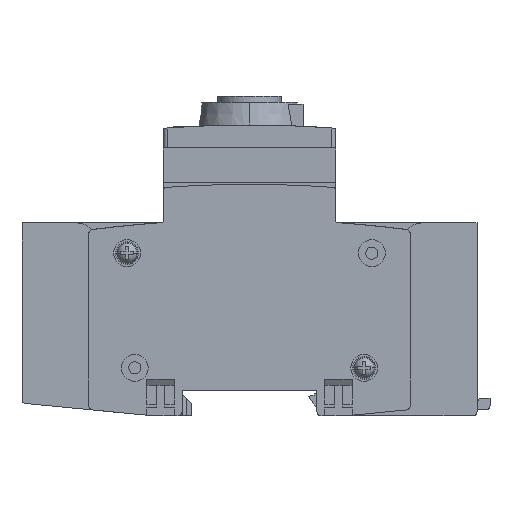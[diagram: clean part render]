
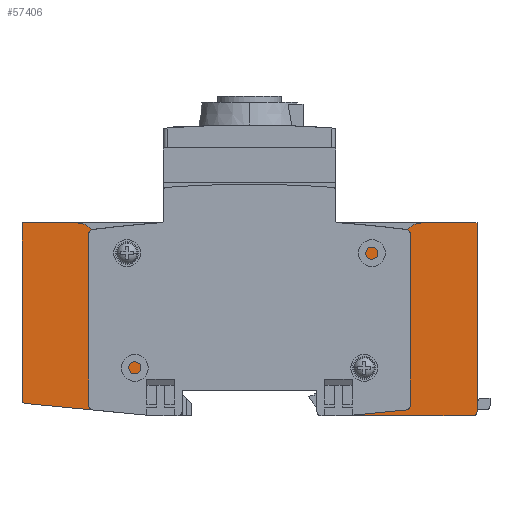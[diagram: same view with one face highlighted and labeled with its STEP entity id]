
A CAD part, left-side view. The second image highlights one B-rep face of the part: STEP entity #57406.
In plain terms, the highlighted planar face has unit normal (-1, 0, 0).
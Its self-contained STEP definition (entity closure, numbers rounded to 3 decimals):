
#57406=ADVANCED_FACE('',(#105504),#105505,.T.);
#59364=VERTEX_POINT('',#107603);
#59368=VERTEX_POINT('',#107607);
#59370=EDGE_CURVE('',#59364,#59368,#107609,.T.);
#60048=VERTEX_POINT('',#108287);
#60052=VERTEX_POINT('',#108291);
#60054=EDGE_CURVE('',#60048,#60052,#108293,.T.);
#60174=VERTEX_POINT('',#108413);
#60176=EDGE_CURVE('',#60048,#60174,#108415,.T.);
#60188=VERTEX_POINT('',#108427);
#60192=EDGE_CURVE('',#60188,#60174,#108431,.T.);
#60346=VERTEX_POINT('',#108585);
#60350=EDGE_CURVE('',#60188,#60346,#108589,.T.);
#60358=VERTEX_POINT('',#108597);
#60360=EDGE_CURVE('',#60358,#60052,#108599,.T.);
#60372=VERTEX_POINT('',#108611);
#60374=EDGE_CURVE('',#60346,#60372,#108613,.T.);
#60376=VERTEX_POINT('',#108615);
#60378=EDGE_CURVE('',#60372,#60376,#108617,.T.);
#60380=VERTEX_POINT('',#108619);
#60382=EDGE_CURVE('',#60376,#60380,#108621,.T.);
#60384=VERTEX_POINT('',#108623);
#60386=EDGE_CURVE('',#60384,#60380,#108625,.T.);
#60388=VERTEX_POINT('',#108627);
#60390=EDGE_CURVE('',#60388,#60384,#108629,.T.);
#60392=VERTEX_POINT('',#108631);
#60394=EDGE_CURVE('',#60392,#60388,#108633,.T.);
#60396=VERTEX_POINT('',#108635);
#60398=EDGE_CURVE('',#60392,#60396,#108637,.T.);
#60400=VERTEX_POINT('',#108639);
#60402=EDGE_CURVE('',#60396,#60400,#108641,.T.);
#60404=VERTEX_POINT('',#108643);
#60406=EDGE_CURVE('',#60400,#60404,#108645,.T.);
#60408=VERTEX_POINT('',#108647);
#60410=EDGE_CURVE('',#60404,#60408,#108649,.T.);
#60412=VERTEX_POINT('',#108651);
#60414=EDGE_CURVE('',#60408,#60412,#108653,.T.);
#60416=VERTEX_POINT('',#108655);
#60418=EDGE_CURVE('',#60412,#60416,#108657,.T.);
#60420=VERTEX_POINT('',#108659);
#60422=EDGE_CURVE('',#60416,#60420,#108661,.T.);
#60424=VERTEX_POINT('',#108663);
#60426=EDGE_CURVE('',#60420,#60424,#108665,.T.);
#60428=VERTEX_POINT('',#108667);
#60430=EDGE_CURVE('',#60424,#60428,#108669,.T.);
#60432=EDGE_CURVE('',#60428,#59368,#108671,.T.);
#60434=VERTEX_POINT('',#108673);
#60436=EDGE_CURVE('',#60434,#59364,#108675,.T.);
#60438=VERTEX_POINT('',#108677);
#60440=EDGE_CURVE('',#60438,#60434,#108679,.T.);
#60442=VERTEX_POINT('',#108681);
#60444=EDGE_CURVE('',#60438,#60442,#108683,.T.);
#60446=VERTEX_POINT('',#108685);
#60448=EDGE_CURVE('',#60442,#60446,#108687,.T.);
#60450=EDGE_CURVE('',#60446,#60358,#108689,.T.);
#105504=FACE_OUTER_BOUND('',#171175,.T.);
#105505=PLANE('',#171176);
#107603=CARTESIAN_POINT('',(6.05,3.4,50.4));
#107607=CARTESIAN_POINT('',(6.05,3.4,1.0));
#107609=LINE('',#174209,#174210);
#108287=CARTESIAN_POINT('',(6.05,41.45,59.729));
#108291=CARTESIAN_POINT('',(6.05,41.45,55.5));
#108293=LINE('',#175244,#175245);
#108413=CARTESIAN_POINT('',(6.05,84.35,59.729));
#108415=CIRCLE('',#175432,299.997);
#108427=CARTESIAN_POINT('',(6.05,84.35,55.5));
#108431=LINE('',#175478,#175479);
#108585=CARTESIAN_POINT('',(6.05,85.4,55.5));
#108589=LINE('',#175751,#175752);
#108597=CARTESIAN_POINT('',(6.05,40.4,55.5));
#108599=LINE('',#175767,#175768);
#108611=CARTESIAN_POINT('',(6.05,85.4,50.966));
#108613=LINE('',#175791,#175792);
#108615=CARTESIAN_POINT('',(6.05,85.864,50.468));
#108617=CIRCLE('',#175797,0.5);
#108619=CARTESIAN_POINT('',(6.05,104.176,48.648));
#108621=CIRCLE('',#175802,325.0);
#108623=CARTESIAN_POINT('',(6.05,107.977,50.4));
#108625=CIRCLE('',#175807,5.0);
#108627=CARTESIAN_POINT('',(6.05,122.4,50.4));
#108629=LINE('',#175812,#175813);
#108631=CARTESIAN_POINT('',(6.05,122.4,4.173));
#108633=LINE('',#175818,#175819);
#108635=CARTESIAN_POINT('',(6.05,121.496,3.177));
#108637=CIRCLE('',#175824,1.0);
#108639=CARTESIAN_POINT('',(6.05,88.5,0.0));
#108641=LINE('',#175829,#175830);
#108643=CARTESIAN_POINT('',(6.05,80.5,0.0));
#108645=LINE('',#175835,#175836);
#108647=CARTESIAN_POINT('',(6.05,80.5,6.501));
#108649=LINE('',#175841,#175842);
#108651=CARTESIAN_POINT('',(6.05,45.22,6.501));
#108653=LINE('',#175847,#175848);
#108655=CARTESIAN_POINT('',(6.05,44.727,6.088));
#108657=CIRCLE('',#175853,0.5);
#108659=CARTESIAN_POINT('',(6.05,43.8,0.826));
#108661=LINE('',#175858,#175859);
#108663=CARTESIAN_POINT('',(6.05,42.815,0.0));
#108665=CIRCLE('',#175864,1.0);
#108667=CARTESIAN_POINT('',(6.05,4.4,0.0));
#108669=LINE('',#175869,#175870);
#108671=CIRCLE('',#175873,1.0);
#108673=CARTESIAN_POINT('',(6.05,17.823,50.4));
#108675=LINE('',#175878,#175879);
#108677=CARTESIAN_POINT('',(6.05,21.624,48.648));
#108679=CIRCLE('',#175884,5.0);
#108681=CARTESIAN_POINT('',(6.05,39.935,50.468));
#108683=CIRCLE('',#175889,325.0);
#108685=CARTESIAN_POINT('',(6.05,40.4,50.966));
#108687=CIRCLE('',#175894,0.5);
#108689=LINE('',#175897,#175898);
#171175=EDGE_LOOP('',(#230878,#230879,#230880,#230881,#230882,#230883,#230884,#230885,#230886,#230887,#230888,#230889,#230890,#230891,#230892,#230893,#230894,#230895,#230896,#230897,#230898,#230899,#230900,#230901,#230902,#230903,#230904));
#171176=AXIS2_PLACEMENT_3D('',#230905,#230906,#230907);
#174209=CARTESIAN_POINT('',(6.05,3.4,50.4));
#174210=VECTOR('',#232927,49.4);
#175244=CARTESIAN_POINT('',(6.05,41.45,59.729));
#175245=VECTOR('',#233247,4.229);
#175432=AXIS2_PLACEMENT_3D('',#233315,#233316,#233317);
#175478=CARTESIAN_POINT('',(6.05,84.35,55.5));
#175479=VECTOR('',#233322,4.229);
#175751=CARTESIAN_POINT('',(6.05,77.9,55.5));
#175752=VECTOR('',#233391,7.5);
#175767=CARTESIAN_POINT('',(6.05,40.4,55.5));
#175768=VECTOR('',#233394,7.5);
#175791=CARTESIAN_POINT('',(6.05,85.4,55.5));
#175792=VECTOR('',#233399,4.534);
#175797=AXIS2_PLACEMENT_3D('',#233400,#233401,#233402);
#175802=AXIS2_PLACEMENT_3D('',#233403,#233404,#233405);
#175807=AXIS2_PLACEMENT_3D('',#233406,#233407,#233408);
#175812=CARTESIAN_POINT('',(6.05,122.4,50.4));
#175813=VECTOR('',#233409,14.423);
#175818=CARTESIAN_POINT('',(6.05,122.4,4.173));
#175819=VECTOR('',#233410,46.227);
#175824=AXIS2_PLACEMENT_3D('',#233411,#233412,#233413);
#175829=CARTESIAN_POINT('',(6.05,121.496,3.177));
#175830=VECTOR('',#233414,33.148);
#175835=CARTESIAN_POINT('',(6.05,88.5,0.0));
#175836=VECTOR('',#233415,8.);
#175841=CARTESIAN_POINT('',(6.05,80.5,0.0));
#175842=VECTOR('',#233416,6.501);
#175847=CARTESIAN_POINT('',(6.05,80.5,6.501));
#175848=VECTOR('',#233417,35.28);
#175853=AXIS2_PLACEMENT_3D('',#233418,#233419,#233420);
#175858=CARTESIAN_POINT('',(6.05,44.727,6.088));
#175859=VECTOR('',#233421,5.343);
#175864=AXIS2_PLACEMENT_3D('',#233422,#233423,#233424);
#175869=CARTESIAN_POINT('',(6.05,42.815,0.0));
#175870=VECTOR('',#233425,38.415);
#175873=AXIS2_PLACEMENT_3D('',#233426,#233427,#233428);
#175878=CARTESIAN_POINT('',(6.05,17.823,50.4));
#175879=VECTOR('',#233429,14.423);
#175884=AXIS2_PLACEMENT_3D('',#233430,#233431,#233432);
#175889=AXIS2_PLACEMENT_3D('',#233433,#233434,#233435);
#175894=AXIS2_PLACEMENT_3D('',#233436,#233437,#233438);
#175897=CARTESIAN_POINT('',(6.05,40.4,50.966));
#175898=VECTOR('',#233439,4.534);
#230878=ORIENTED_EDGE('',*,*,#60192,.F.);
#230879=ORIENTED_EDGE('',*,*,#60350,.T.);
#230880=ORIENTED_EDGE('',*,*,#60374,.T.);
#230881=ORIENTED_EDGE('',*,*,#60378,.T.);
#230882=ORIENTED_EDGE('',*,*,#60382,.T.);
#230883=ORIENTED_EDGE('',*,*,#60386,.F.);
#230884=ORIENTED_EDGE('',*,*,#60390,.F.);
#230885=ORIENTED_EDGE('',*,*,#60394,.F.);
#230886=ORIENTED_EDGE('',*,*,#60398,.T.);
#230887=ORIENTED_EDGE('',*,*,#60402,.T.);
#230888=ORIENTED_EDGE('',*,*,#60406,.T.);
#230889=ORIENTED_EDGE('',*,*,#60410,.T.);
#230890=ORIENTED_EDGE('',*,*,#60414,.T.);
#230891=ORIENTED_EDGE('',*,*,#60418,.T.);
#230892=ORIENTED_EDGE('',*,*,#60422,.T.);
#230893=ORIENTED_EDGE('',*,*,#60426,.T.);
#230894=ORIENTED_EDGE('',*,*,#60430,.T.);
#230895=ORIENTED_EDGE('',*,*,#60432,.T.);
#230896=ORIENTED_EDGE('',*,*,#59370,.F.);
#230897=ORIENTED_EDGE('',*,*,#60436,.F.);
#230898=ORIENTED_EDGE('',*,*,#60440,.F.);
#230899=ORIENTED_EDGE('',*,*,#60444,.T.);
#230900=ORIENTED_EDGE('',*,*,#60448,.T.);
#230901=ORIENTED_EDGE('',*,*,#60450,.T.);
#230902=ORIENTED_EDGE('',*,*,#60360,.T.);
#230903=ORIENTED_EDGE('',*,*,#60054,.F.);
#230904=ORIENTED_EDGE('',*,*,#60176,.T.);
#230905=CARTESIAN_POINT('',(6.05,62.9,0.0));
#230906=DIRECTION('',(-1.0,0.0,0.0));
#230907=DIRECTION('',(0.0,1.0,0.0));
#232927=DIRECTION('',(0.0,0.0,-1.0));
#233247=DIRECTION('',(0.0,0.,-1.0));
#233315=CARTESIAN_POINT('',(6.05,62.9,-239.5));
#233316=DIRECTION('',(-1.0,0.0,0.0));
#233317=DIRECTION('',(0.0,-0.072,0.997));
#233322=DIRECTION('',(0.0,0.0,1.0));
#233391=DIRECTION('',(0.0,1.0,0.0));
#233394=DIRECTION('',(0.0,1.0,0.0));
#233399=DIRECTION('',(0.0,0.0,-1.0));
#233400=CARTESIAN_POINT('',(6.05,85.9,50.966));
#233401=DIRECTION('',(1.0,0.0,0.0));
#233402=DIRECTION('',(0.0,-1.0,0.0));
#233403=CARTESIAN_POINT('',(6.05,62.9,-273.72));
#233404=DIRECTION('',(-1.0,0.0,0.0));
#233405=DIRECTION('',(0.0,0.071,0.998));
#233406=CARTESIAN_POINT('',(6.05,107.977,45.4));
#233407=DIRECTION('',(1.0,0.0,-0.0));
#233408=DIRECTION('',(0.0,0.0,1.0));
#233409=DIRECTION('',(0.0,-1.0,0.0));
#233410=DIRECTION('',(0.0,0.0,1.0));
#233411=CARTESIAN_POINT('',(6.05,121.4,4.173));
#233412=DIRECTION('',(-1.0,0.0,0.0));
#233413=DIRECTION('',(0.0,1.0,0.0));
#233414=DIRECTION('',(0.0,-0.995,-0.096));
#233415=DIRECTION('',(0.0,-1.0,0.0));
#233416=DIRECTION('',(0.0,0.0,1.0));
#233417=DIRECTION('',(0.0,-1.0,0.0));
#233418=CARTESIAN_POINT('',(6.05,45.22,6.001));
#233419=DIRECTION('',(1.0,0.0,-0.0));
#233420=DIRECTION('',(0.0,0.0,1.0));
#233421=DIRECTION('',(0.0,-0.174,-0.985));
#233422=CARTESIAN_POINT('',(6.05,42.815,1.0));
#233423=DIRECTION('',(-1.0,0.0,0.0));
#233424=DIRECTION('',(0.0,0.985,-0.174));
#233425=DIRECTION('',(0.0,-1.0,0.0));
#233426=CARTESIAN_POINT('',(6.05,4.4,1.0));
#233427=DIRECTION('',(-1.0,0.0,0.0));
#233428=DIRECTION('',(0.0,0.0,-1.0));
#233429=DIRECTION('',(0.0,-1.0,0.0));
#233430=CARTESIAN_POINT('',(6.05,17.823,45.4));
#233431=DIRECTION('',(1.0,0.0,-0.0));
#233432=DIRECTION('',(0.0,0.76,0.65));
#233433=CARTESIAN_POINT('',(6.05,62.9,-273.72));
#233434=DIRECTION('',(-1.0,0.0,0.0));
#233435=DIRECTION('',(0.0,-0.127,0.992));
#233436=CARTESIAN_POINT('',(6.05,39.9,50.966));
#233437=DIRECTION('',(1.0,0.0,0.0));
#233438=DIRECTION('',(0.0,0.071,-0.998));
#233439=DIRECTION('',(0.0,0.0,1.0));
